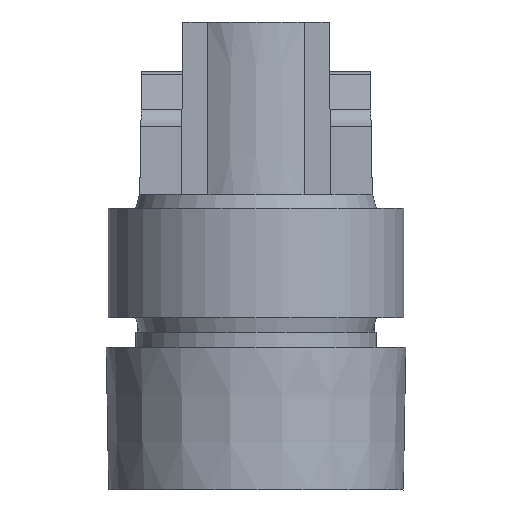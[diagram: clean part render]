
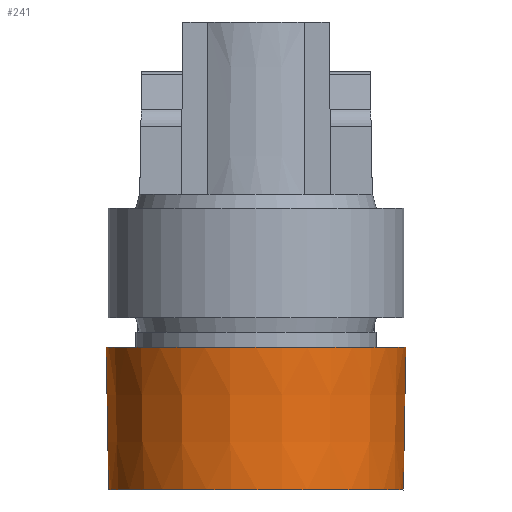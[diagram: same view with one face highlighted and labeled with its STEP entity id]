
A CAD part, front view. The second image highlights one B-rep face of the part: STEP entity #241.
In plain terms, the highlighted conical face has half-angle 1 degrees and reference radius 7.875 mm.
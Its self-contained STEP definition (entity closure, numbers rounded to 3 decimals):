
#41=CONICAL_SURFACE('',#876,7.875,1.);
#49=B_SPLINE_CURVE_WITH_KNOTS('',3,(#1218,#1219,#1220,#1221),
 .UNSPECIFIED.,.F.,.F.,(4,4),(0.,1.),.UNSPECIFIED.);
#50=B_SPLINE_CURVE_WITH_KNOTS('',3,(#1239,#1240,#1241,#1242),
 .UNSPECIFIED.,.F.,.F.,(4,4),(0.,1.),.UNSPECIFIED.);
#51=B_SPLINE_CURVE_WITH_KNOTS('',3,(#1256,#1257,#1258,#1259),
 .UNSPECIFIED.,.F.,.F.,(4,4),(0.,1.),.UNSPECIFIED.);
#52=B_SPLINE_CURVE_WITH_KNOTS('',3,(#1274,#1275,#1276,#1277),
 .UNSPECIFIED.,.F.,.F.,(4,4),(0.,1.),.UNSPECIFIED.);
#53=B_SPLINE_CURVE_WITH_KNOTS('',3,(#1285,#1286,#1287,#1288,#1289),
 .UNSPECIFIED.,.F.,.F.,(4,1,4),(0.,0.5,1.),.UNSPECIFIED.);
#54=B_SPLINE_CURVE_WITH_KNOTS('',3,(#1294,#1295,#1296,#1297,#1298,#1299,
#1300,#1301,#1302,#1303),.UNSPECIFIED.,.F.,.F.,(4,3,3,4),(0.,0.409,
0.964,1.),.UNSPECIFIED.);
#241=ADVANCED_FACE('',(#316,#317,#318,#319),#41,.T.);
#316=FACE_BOUND('',#350,.T.);
#317=FACE_BOUND('',#351,.T.);
#318=FACE_BOUND('',#352,.T.);
#319=FACE_BOUND('',#353,.T.);
#350=EDGE_LOOP('',(#462,#463,#464,#465));
#351=EDGE_LOOP('',(#466));
#352=EDGE_LOOP('',(#467,#468,#469,#470));
#353=EDGE_LOOP('',(#471,#472,#473,#474));
#462=ORIENTED_EDGE('',*,*,#756,.T.);
#463=ORIENTED_EDGE('',*,*,#759,.T.);
#464=ORIENTED_EDGE('',*,*,#731,.F.);
#465=ORIENTED_EDGE('',*,*,#760,.F.);
#466=ORIENTED_EDGE('',*,*,#709,.T.);
#467=ORIENTED_EDGE('',*,*,#761,.F.);
#468=ORIENTED_EDGE('',*,*,#762,.T.);
#469=ORIENTED_EDGE('',*,*,#763,.F.);
#470=ORIENTED_EDGE('',*,*,#764,.F.);
#471=ORIENTED_EDGE('',*,*,#740,.T.);
#472=ORIENTED_EDGE('',*,*,#765,.T.);
#473=ORIENTED_EDGE('',*,*,#747,.F.);
#474=ORIENTED_EDGE('',*,*,#766,.F.);
#630=VERTEX_POINT('',#1173);
#651=VERTEX_POINT('',#1217);
#652=VERTEX_POINT('',#1222);
#659=VERTEX_POINT('',#1238);
#660=VERTEX_POINT('',#1243);
#665=VERTEX_POINT('',#1255);
#666=VERTEX_POINT('',#1260);
#669=VERTEX_POINT('',#1273);
#670=VERTEX_POINT('',#1278);
#672=VERTEX_POINT('',#1290);
#673=VERTEX_POINT('',#1291);
#674=VERTEX_POINT('',#1293);
#675=VERTEX_POINT('',#1304);
#709=EDGE_CURVE('',#630,#630,#822,.T.);
#731=EDGE_CURVE('',#651,#652,#49,.T.);
#740=EDGE_CURVE('',#660,#659,#50,.T.);
#747=EDGE_CURVE('',#665,#666,#51,.T.);
#756=EDGE_CURVE('',#670,#669,#52,.T.);
#759=EDGE_CURVE('',#669,#652,#824,.T.);
#760=EDGE_CURVE('',#670,#651,#825,.T.);
#761=EDGE_CURVE('',#672,#673,#53,.T.);
#762=EDGE_CURVE('',#672,#674,#826,.T.);
#763=EDGE_CURVE('',#675,#674,#54,.T.);
#764=EDGE_CURVE('',#673,#675,#827,.T.);
#765=EDGE_CURVE('',#659,#666,#828,.T.);
#766=EDGE_CURVE('',#660,#665,#829,.T.);
#822=CIRCLE('',#851,7.875);
#824=CIRCLE('',#870,7.827);
#825=CIRCLE('',#871,7.775);
#826=CIRCLE('',#872,7.744);
#827=CIRCLE('',#873,7.849);
#828=CIRCLE('',#874,7.827);
#829=CIRCLE('',#875,7.775);
#851=AXIS2_PLACEMENT_3D('',#1172,#940,#941);
#870=AXIS2_PLACEMENT_3D('',#1283,#1012,#1013);
#871=AXIS2_PLACEMENT_3D('',#1284,#1014,#1015);
#872=AXIS2_PLACEMENT_3D('',#1292,#1016,#1017);
#873=AXIS2_PLACEMENT_3D('',#1305,#1018,#1019);
#874=AXIS2_PLACEMENT_3D('',#1306,#1020,#1021);
#875=AXIS2_PLACEMENT_3D('',#1307,#1022,#1023);
#876=AXIS2_PLACEMENT_3D('',#1308,#1024,#1025);
#940=DIRECTION('',(0.,0.,-1.));
#941=DIRECTION('',(1.,0.,0.));
#1012=DIRECTION('',(0.,0.,1.));
#1013=DIRECTION('',(-1.,0.,0.));
#1014=DIRECTION('',(0.,0.,1.));
#1015=DIRECTION('',(-1.,0.,0.));
#1016=DIRECTION('',(0.,0.,1.));
#1017=DIRECTION('',(-1.,0.,0.));
#1018=DIRECTION('',(0.,0.,-1.));
#1019=DIRECTION('',(1.,0.,0.));
#1020=DIRECTION('',(0.,0.,1.));
#1021=DIRECTION('',(-1.,0.,0.));
#1022=DIRECTION('',(0.,0.,1.));
#1023=DIRECTION('',(-1.,0.,0.));
#1024=DIRECTION('',(0.,0.,1.));
#1025=DIRECTION('',(1.,0.,0.));
#1172=CARTESIAN_POINT('',(0.,0.4,-9.465));
#1173=CARTESIAN_POINT('',(7.875,0.4,-9.465));
#1217=CARTESIAN_POINT('',(-6.353,4.881,-15.215));
#1218=CARTESIAN_POINT('',(-6.353,4.881,-15.215));
#1219=CARTESIAN_POINT('',(-6.336,4.936,-14.215));
#1220=CARTESIAN_POINT('',(-6.319,4.99,-13.215));
#1221=CARTESIAN_POINT('',(-6.301,5.043,-12.215));
#1222=CARTESIAN_POINT('',(-6.301,5.043,-12.215));
#1238=CARTESIAN_POINT('',(6.301,5.043,-12.215));
#1239=CARTESIAN_POINT('',(6.353,4.881,-15.215));
#1240=CARTESIAN_POINT('',(6.336,4.936,-14.215));
#1241=CARTESIAN_POINT('',(6.319,4.99,-13.215));
#1242=CARTESIAN_POINT('',(6.301,5.043,-12.215));
#1243=CARTESIAN_POINT('',(6.353,4.881,-15.215));
#1255=CARTESIAN_POINT('',(1.88,7.944,-15.215));
#1256=CARTESIAN_POINT('',(1.88,7.944,-15.215));
#1257=CARTESIAN_POINT('',(1.872,7.964,-14.215));
#1258=CARTESIAN_POINT('',(1.863,7.984,-13.215));
#1259=CARTESIAN_POINT('',(1.855,8.004,-12.215));
#1260=CARTESIAN_POINT('',(1.855,8.004,-12.215));
#1273=CARTESIAN_POINT('',(-1.855,8.004,-12.215));
#1274=CARTESIAN_POINT('',(-1.88,7.944,-15.215));
#1275=CARTESIAN_POINT('',(-1.872,7.964,-14.215));
#1276=CARTESIAN_POINT('',(-1.863,7.984,-13.215));
#1277=CARTESIAN_POINT('',(-1.855,8.004,-12.215));
#1278=CARTESIAN_POINT('',(-1.88,7.944,-15.215));
#1283=CARTESIAN_POINT('',(0.,0.4,-12.215));
#1284=CARTESIAN_POINT('',(0.,0.4,-15.215));
#1285=CARTESIAN_POINT('',(-1.493,7.999,-16.965));
#1286=CARTESIAN_POINT('',(-1.477,8.02,-15.965));
#1287=CARTESIAN_POINT('',(-1.446,8.061,-13.965));
#1288=CARTESIAN_POINT('',(-1.412,8.103,-11.965));
#1289=CARTESIAN_POINT('',(-1.395,8.124,-10.965));
#1290=CARTESIAN_POINT('',(-1.493,7.999,-16.965));
#1291=CARTESIAN_POINT('',(-1.395,8.124,-10.965));
#1292=CARTESIAN_POINT('',(0.,0.4,-16.965));
#1293=CARTESIAN_POINT('',(1.493,7.999,-16.965));
#1294=CARTESIAN_POINT('',(1.395,8.124,-10.965));
#1295=CARTESIAN_POINT('',(1.409,8.107,-11.784));
#1296=CARTESIAN_POINT('',(1.423,8.09,-12.603));
#1297=CARTESIAN_POINT('',(1.436,8.073,-13.422));
#1298=CARTESIAN_POINT('',(1.455,8.05,-14.531));
#1299=CARTESIAN_POINT('',(1.472,8.026,-15.64));
#1300=CARTESIAN_POINT('',(1.49,8.003,-16.75));
#1301=CARTESIAN_POINT('',(1.491,8.002,-16.822));
#1302=CARTESIAN_POINT('',(1.492,8.,-16.893));
#1303=CARTESIAN_POINT('',(1.493,7.999,-16.965));
#1304=CARTESIAN_POINT('',(1.395,8.124,-10.965));
#1305=CARTESIAN_POINT('',(0.,0.4,-10.965));
#1306=CARTESIAN_POINT('',(0.,0.4,-12.215));
#1307=CARTESIAN_POINT('',(0.,0.4,-15.215));
#1308=CARTESIAN_POINT('',(0.,0.4,-9.465));
